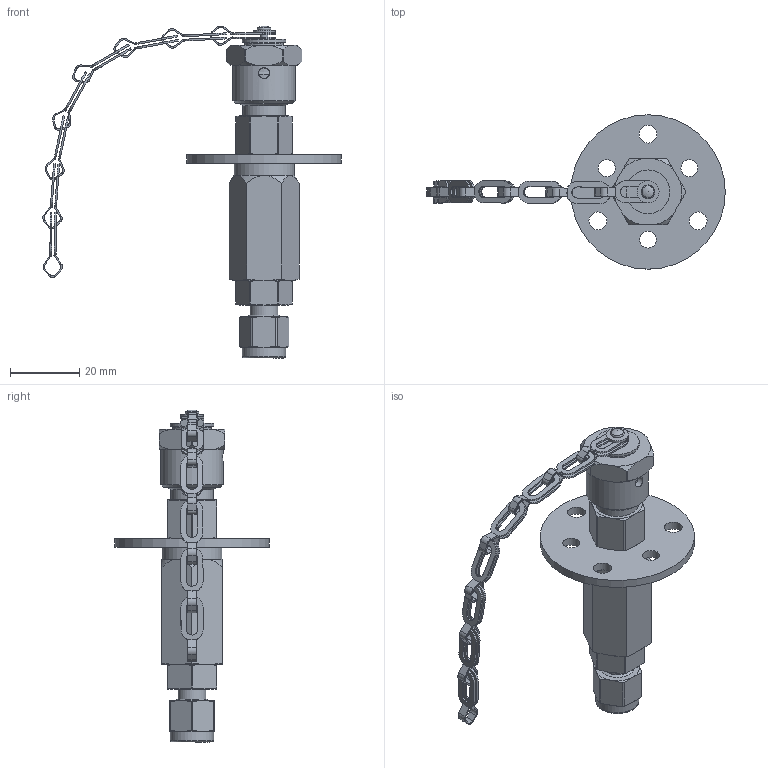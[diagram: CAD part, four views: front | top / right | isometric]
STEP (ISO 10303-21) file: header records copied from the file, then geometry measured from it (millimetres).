
FILE_DESCRIPTION(('STEP AP214'),'1');
FILE_NAME('00BLT-1024-02 G2 (Assembly, Bulkhead Refill, Scott 916-18 Inlet Version Matrix).stp','2024-03-28T20:53:24',(' '),(' '),'Spatial InterOp 3D',' ',' ');
FILE_SCHEMA(('AUTOMOTIVE_DESIGN { 1 0 10303 214 1 1 1 1 }'));
Length unit declared in the file: inch
Products named in the file (20): 00BLT-1024-xx$G2 (Assembly, Bulkhead Refill, Scott 9/16-18 Inlet Version Matrix); 0CV04-0304-00[=B] (Bulkhead, Check-Valve Body, Poppet Style, 2x SAE-4M) [00]; Poppet & O-ring [GROUP] [Updated for 3003 EPDM O-ring]; 09001-3003-70 (O-ring, EPDM, 2-003, E70); 0CV02-0201-00[=A] (Poppet, 0.25 Dia.) [PLM CV02-201-000]; 09007-0001-00 (Retaining Ring, 1/4" Internal, SS) [Rotor Clip HO-25SS MPS B100]; 0CV04-0203-00$-0 (Check-Valve Body, Poppet Style, Scott 9/16-18 x SAE-4M, SS); #737; #745; 0CP02-0103-01$-2 (Cap & Chain Assembly, Scott 9/16-18); #764; 09030-0102-32 (Shim, Flat-washer type, Ø.094id x Ø.250od x .032h, Brass); 09300-0001-00 (2/0 Brass Safety Chain) [Exploded path]; Link; 09030-0104-30 (Shim, Flat-washer type, Ø.092id x Ø.496od x .030h, Brass); CP02-201-001$A [0TA01-0201-01] (Vented Nut, Scott 9/16-18 AS1219, Top-Hex); CP02-207[=-] [0CP02-0207-00] (Protector Nipple for Scott 9/16-18 Vented Nut); 09001-3008-75 (O-ring, EPDM, 2-008, E75); 00HDW-0110-00 (SAE-4M x 3/16" Tube Adapter, Brass) [Swagelock B-300-1-4ST] [~05]
Assembly tree (26 placements, depth 4):
  00BLT-1024-xx$G2 (Assembly, Bulkhead Refill, Scott 9/16-18 Inlet Version Matrix)
    0CV04-0304-00[=B] (Bulkhead, Check-Valve Body, Poppet Style, 2x SAE-4M) [00]
    Poppet & O-ring [GROUP] [Updated for 3003 EPDM O-ring]
      09001-3003-70 (O-ring, EPDM, 2-003, E70)
      0CV02-0201-00[=A] (Poppet, 0.25 Dia.) [PLM CV02-201-000]
    09007-0001-00 (Retaining Ring, 1/4" Internal, SS) [Rotor Clip HO-25SS MPS B100]
    (unnamed)
    0CV04-0203-00$-0 (Check-Valve Body, Poppet Style, Scott 9/16-18 x SAE-4M, SS)
    #737
    #745
    0CP02-0103-01$-2 (Cap & Chain Assembly, Scott 9/16-18)
      #764
      09030-0102-32 (Shim, Flat-washer type, Ø.094id x Ø.250od x .032h, Brass)
      09300-0001-00 (2/0 Brass Safety Chain) [Exploded path]
        Link  x8
      09030-0104-30 (Shim, Flat-washer type, Ø.092id x Ø.496od x .030h, Brass)
      CP02-201-001$A [0TA01-0201-01] (Vented Nut, Scott 9/16-18 AS1219, Top-Hex)
      CP02-207[=-] [0CP02-0207-00] (Protector Nipple for Scott 9/16-18 Vented Nut)
      09001-3008-75 (O-ring, EPDM, 2-008, E75)
    00HDW-0110-00 (SAE-4M x 3/16" Tube Adapter, Brass) [Swagelock B-300-1-4ST] [~05]
Bounding box: 85.94 x 44.45 x 95.6 mm (x, y, z)
Volume: 21031.3 mm3; surface area: 17836 mm2
Topology: 23 solids, 24 shells, 634 faces, 1589 edges, 1034 vertices
Faces by surface type: plane 292, cylinder 220, cone 97, torus 14, revolution 10, sphere 1
Full cylindrical faces by diameter (mm): 0.762 x2, 0.889 x4, 1.016 x2, 1.575 x1, 1.626 x1, 2.184 x2, 2.337 x1, 2.388 x1, 3.175 x2, 3.454 x1, 3.962 x1, 4.166 x3, 4.75 x1, 4.851 x3, 4.953 x1, 4.978 x1, 5.156 x3, 5.715 x1, 6.35 x5, 6.807 x2, 7.938 x3, 8.001 x1, 9.246 x2, 9.525 x1, 9.922 x2, 10.973 x1, 11.112 x4, 11.125 x1, 12.192 x2, 12.446 x1
Entity records: 13362 total; most frequent: CARTESIAN_POINT 2664, DIRECTION 1581, ORIENTED_EDGE 1304, AXIS2_PLACEMENT_3D 695, EDGE_CURVE 652, EDGE_LOOP 541, VERTEX_POINT 476, FACE_OUTER_BOUND 428
